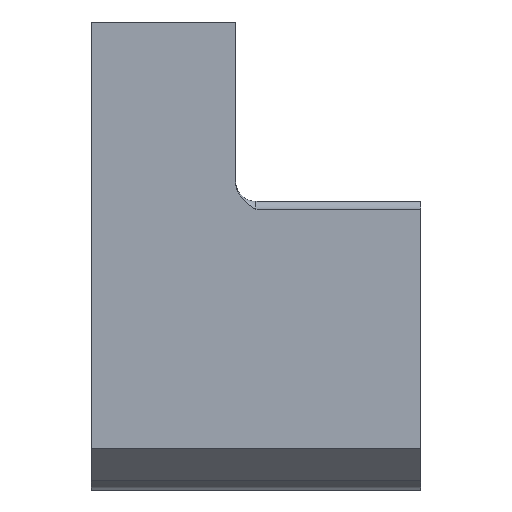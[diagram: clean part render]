
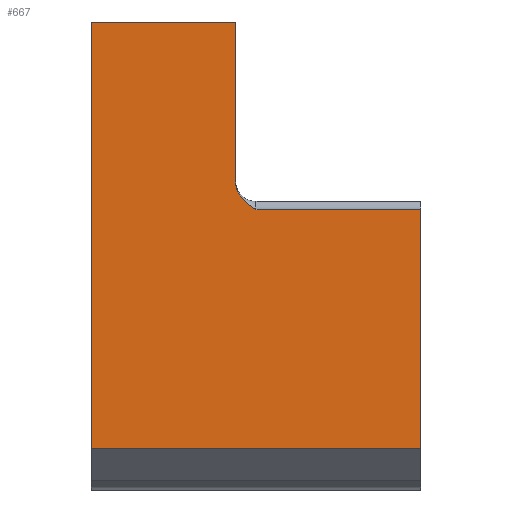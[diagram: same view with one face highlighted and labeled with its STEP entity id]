
A CAD part, left-side view. The second image highlights one B-rep face of the part: STEP entity #667.
In plain terms, the highlighted planar face has unit normal (-1, 0, 0).
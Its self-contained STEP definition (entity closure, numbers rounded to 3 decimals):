
#22=B_SPLINE_CURVE_WITH_KNOTS('',3,(#1032,#1033,#1034,#1035,#1036,#1037,
#1038,#1039),.UNSPECIFIED.,.F.,.F.,(4,2,2,4),(0.466,0.499,
0.535,0.631),.UNSPECIFIED.);
#38=PLANE('',#742);
#72=FACE_OUTER_BOUND('',#110,.T.);
#110=EDGE_LOOP('',(#569,#570,#571,#572,#573,#574,#575));
#150=LINE('',#1047,#214);
#151=LINE('',#1050,#215);
#155=LINE('',#1060,#219);
#182=LINE('',#1127,#246);
#185=LINE('',#1135,#249);
#187=LINE('',#1138,#251);
#214=VECTOR('',#830,10.);
#215=VECTOR('',#833,10.);
#219=VECTOR('',#843,10.);
#246=VECTOR('',#902,10.);
#249=VECTOR('',#911,10.);
#251=VECTOR('',#915,10.);
#310=VERTEX_POINT('',#1030);
#311=VERTEX_POINT('',#1031);
#313=VERTEX_POINT('',#1045);
#314=VERTEX_POINT('',#1049);
#317=VERTEX_POINT('',#1059);
#341=VERTEX_POINT('',#1126);
#343=VERTEX_POINT('',#1134);
#377=EDGE_CURVE('',#310,#311,#22,.T.);
#382=EDGE_CURVE('',#310,#313,#150,.T.);
#383=EDGE_CURVE('',#311,#314,#151,.T.);
#388=EDGE_CURVE('',#317,#314,#155,.T.);
#423=EDGE_CURVE('',#317,#341,#182,.F.);
#427=EDGE_CURVE('',#341,#343,#185,.F.);
#429=EDGE_CURVE('',#313,#343,#187,.F.);
#569=ORIENTED_EDGE('',*,*,#382,.T.);
#570=ORIENTED_EDGE('',*,*,#429,.T.);
#571=ORIENTED_EDGE('',*,*,#427,.F.);
#572=ORIENTED_EDGE('',*,*,#423,.F.);
#573=ORIENTED_EDGE('',*,*,#388,.T.);
#574=ORIENTED_EDGE('',*,*,#383,.F.);
#575=ORIENTED_EDGE('',*,*,#377,.F.);
#667=ADVANCED_FACE('',(#72),#38,.T.);
#742=AXIS2_PLACEMENT_3D('',#1137,#913,#914);
#830=DIRECTION('',(0.,0.,1.));
#833=DIRECTION('',(0.,-1.,0.));
#843=DIRECTION('',(0.,0.,1.));
#902=DIRECTION('',(0.,-1.,0.));
#911=DIRECTION('',(0.,0.,-1.));
#913=DIRECTION('center_axis',(-1.,0.,0.));
#914=DIRECTION('ref_axis',(0.,-1.,0.));
#915=DIRECTION('',(0.,-1.,0.));
#1030=CARTESIAN_POINT('',(8.,30.,-7.808));
#1031=CARTESIAN_POINT('',(8.,29.,-9.15));
#1032=CARTESIAN_POINT('Ctrl Pts',(8.,30.,-7.808));
#1033=CARTESIAN_POINT('Ctrl Pts',(8.,30.,-7.92));
#1034=CARTESIAN_POINT('Ctrl Pts',(8.,29.978,-8.052));
#1035=CARTESIAN_POINT('Ctrl Pts',(8.,29.907,-8.271));
#1036=CARTESIAN_POINT('Ctrl Pts',(8.,29.842,-8.399));
#1037=CARTESIAN_POINT('Ctrl Pts',(8.,29.589,-8.76));
#1038=CARTESIAN_POINT('Ctrl Pts',(8.,29.271,-8.978));
#1039=CARTESIAN_POINT('Ctrl Pts',(8.,29.,-9.15));
#1045=CARTESIAN_POINT('',(8.,30.,-0.05));
#1047=CARTESIAN_POINT('',(8.,30.,-7.75));
#1049=CARTESIAN_POINT('',(8.,21.,-9.15));
#1050=CARTESIAN_POINT('',(8.,35.863,-9.15));
#1059=CARTESIAN_POINT('',(8.,21.,-20.75));
#1060=CARTESIAN_POINT('',(8.,21.,-22.75));
#1126=CARTESIAN_POINT('',(8.,37.,-20.75));
#1127=CARTESIAN_POINT('',(8.,37.82,-20.75));
#1134=CARTESIAN_POINT('',(8.,37.,-0.05));
#1135=CARTESIAN_POINT('',(8.,37.,-22.75));
#1137=CARTESIAN_POINT('Origin',(8.,39.777,-22.75));
#1138=CARTESIAN_POINT('',(8.,33.888,-0.05));
